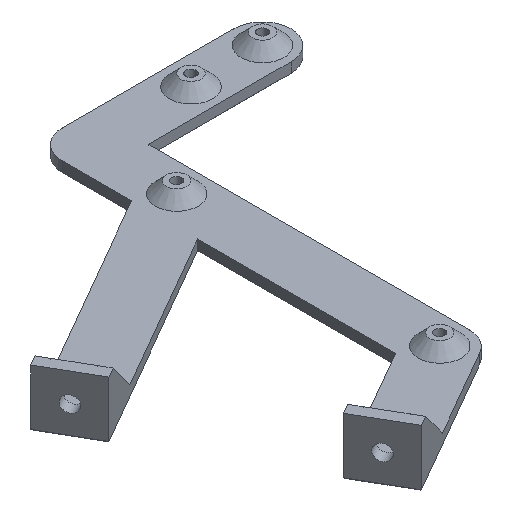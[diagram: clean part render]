
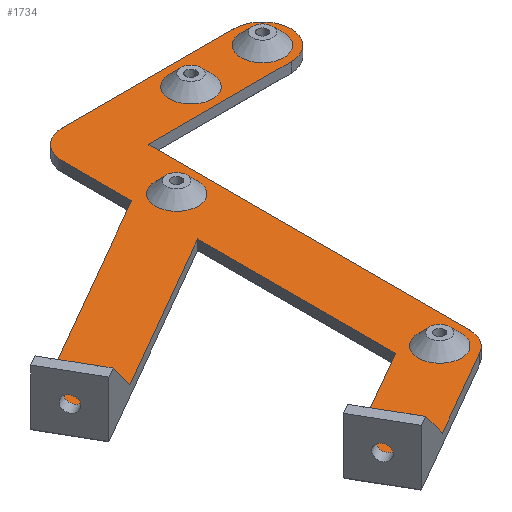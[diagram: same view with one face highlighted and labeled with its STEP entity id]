
A CAD part, isometric view. The second image highlights one B-rep face of the part: STEP entity #1734.
In plain terms, the highlighted planar face has unit normal (0, 0, 1).
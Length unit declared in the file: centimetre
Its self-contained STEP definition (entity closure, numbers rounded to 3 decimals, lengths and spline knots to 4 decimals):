
#56=CIRCLE('',#1823,1.);
#57=CIRCLE('',#1827,1.);
#58=CIRCLE('',#1830,1.);
#66=CIRCLE('',#1862,0.75);
#67=CIRCLE('',#1864,0.75);
#68=CIRCLE('',#1865,0.75);
#69=CIRCLE('',#1866,0.75);
#171=VERTEX_POINT('',#2588);
#172=VERTEX_POINT('',#2590);
#173=VERTEX_POINT('',#2594);
#174=VERTEX_POINT('',#2598);
#175=VERTEX_POINT('',#2602);
#176=VERTEX_POINT('',#2606);
#177=VERTEX_POINT('',#2610);
#178=VERTEX_POINT('',#2614);
#194=VERTEX_POINT('',#2682);
#195=VERTEX_POINT('',#2685);
#196=VERTEX_POINT('',#2687);
#197=VERTEX_POINT('',#2689);
#198=VERTEX_POINT('',#2691);
#199=VERTEX_POINT('',#2692);
#200=VERTEX_POINT('',#2694);
#201=VERTEX_POINT('',#2696);
#202=VERTEX_POINT('',#2698);
#203=VERTEX_POINT('',#2700);
#204=VERTEX_POINT('',#2702);
#205=VERTEX_POINT('',#2704);
#206=VERTEX_POINT('',#2706);
#207=VERTEX_POINT('',#2708);
#208=VERTEX_POINT('',#2711);
#209=VERTEX_POINT('',#2713);
#210=VERTEX_POINT('',#2715);
#211=VERTEX_POINT('',#2717);
#372=VECTOR('',#2116,1.);
#374=VECTOR('',#2119,1.);
#377=VECTOR('',#2127,1.);
#380=VECTOR('',#2135,1.);
#401=VECTOR('',#2205,1.);
#402=VECTOR('',#2206,1.);
#403=VECTOR('',#2207,1.);
#404=VECTOR('',#2208,1.);
#405=VECTOR('',#2209,1.);
#406=VECTOR('',#2210,1.);
#407=VECTOR('',#2211,1.);
#408=VECTOR('',#2212,1.);
#409=VECTOR('',#2213,1.);
#410=VECTOR('',#2214,1.);
#411=VECTOR('',#2215,1.);
#412=VECTOR('',#2216,1.);
#413=VECTOR('',#2217,1.);
#414=VECTOR('',#2218,1.);
#415=VECTOR('',#2219,1.);
#581=LINE('',#2595,#372);
#583=LINE('',#2599,#374);
#586=LINE('',#2607,#377);
#589=LINE('',#2615,#380);
#610=LINE('',#2690,#401);
#611=LINE('',#2693,#402);
#612=LINE('',#2695,#403);
#613=LINE('',#2697,#404);
#614=LINE('',#2699,#405);
#615=LINE('',#2701,#406);
#616=LINE('',#2703,#407);
#617=LINE('',#2705,#408);
#618=LINE('',#2707,#409);
#619=LINE('',#2709,#410);
#620=LINE('',#2710,#411);
#621=LINE('',#2712,#412);
#622=LINE('',#2714,#413);
#623=LINE('',#2716,#414);
#624=LINE('',#2718,#415);
#794=EDGE_CURVE('',#171,#172,#56,.T.);
#797=EDGE_CURVE('',#173,#171,#581,.T.);
#799=EDGE_CURVE('',#174,#173,#583,.T.);
#801=EDGE_CURVE('',#175,#174,#57,.T.);
#803=EDGE_CURVE('',#176,#175,#586,.T.);
#805=EDGE_CURVE('',#177,#176,#58,.T.);
#807=EDGE_CURVE('',#178,#177,#589,.T.);
#835=EDGE_CURVE('',#194,#194,#66,.T.);
#836=EDGE_CURVE('',#195,#195,#67,.T.);
#837=EDGE_CURVE('',#196,#196,#68,.T.);
#838=EDGE_CURVE('',#197,#197,#69,.T.);
#839=EDGE_CURVE('',#198,#199,#610,.T.);
#840=EDGE_CURVE('',#200,#199,#611,.T.);
#841=EDGE_CURVE('',#201,#200,#612,.T.);
#842=EDGE_CURVE('',#202,#201,#613,.T.);
#843=EDGE_CURVE('',#202,#203,#614,.T.);
#844=EDGE_CURVE('',#203,#204,#615,.T.);
#845=EDGE_CURVE('',#204,#205,#616,.T.);
#846=EDGE_CURVE('',#205,#206,#617,.T.);
#847=EDGE_CURVE('',#206,#207,#618,.T.);
#848=EDGE_CURVE('',#172,#207,#619,.T.);
#849=EDGE_CURVE('',#208,#178,#620,.T.);
#850=EDGE_CURVE('',#208,#209,#621,.T.);
#851=EDGE_CURVE('',#209,#210,#622,.T.);
#852=EDGE_CURVE('',#210,#211,#623,.T.);
#853=EDGE_CURVE('',#211,#198,#624,.T.);
#1241=ORIENTED_EDGE('',*,*,#836,.F.);
#1242=ORIENTED_EDGE('',*,*,#837,.F.);
#1243=ORIENTED_EDGE('',*,*,#838,.F.);
#1244=ORIENTED_EDGE('',*,*,#839,.T.);
#1245=ORIENTED_EDGE('',*,*,#840,.F.);
#1246=ORIENTED_EDGE('',*,*,#841,.F.);
#1247=ORIENTED_EDGE('',*,*,#842,.F.);
#1248=ORIENTED_EDGE('',*,*,#843,.T.);
#1249=ORIENTED_EDGE('',*,*,#844,.T.);
#1250=ORIENTED_EDGE('',*,*,#845,.T.);
#1251=ORIENTED_EDGE('',*,*,#846,.T.);
#1252=ORIENTED_EDGE('',*,*,#847,.T.);
#1253=ORIENTED_EDGE('',*,*,#848,.F.);
#1254=ORIENTED_EDGE('',*,*,#794,.F.);
#1255=ORIENTED_EDGE('',*,*,#797,.F.);
#1256=ORIENTED_EDGE('',*,*,#799,.F.);
#1257=ORIENTED_EDGE('',*,*,#801,.F.);
#1258=ORIENTED_EDGE('',*,*,#803,.F.);
#1259=ORIENTED_EDGE('',*,*,#805,.F.);
#1260=ORIENTED_EDGE('',*,*,#807,.F.);
#1261=ORIENTED_EDGE('',*,*,#849,.F.);
#1262=ORIENTED_EDGE('',*,*,#850,.T.);
#1263=ORIENTED_EDGE('',*,*,#851,.T.);
#1264=ORIENTED_EDGE('',*,*,#852,.T.);
#1265=ORIENTED_EDGE('',*,*,#853,.T.);
#1266=ORIENTED_EDGE('',*,*,#835,.F.);
#1465=EDGE_LOOP('',(#1241));
#1466=EDGE_LOOP('',(#1242));
#1467=EDGE_LOOP('',(#1243));
#1468=EDGE_LOOP('',(#1244,#1245,#1246,#1247,#1248,#1249,#1250,#1251,#1252,
#1253,#1254,#1255,#1256,#1257,#1258,#1259,#1260,#1261,#1262,#1263,#1264,
#1265));
#1469=EDGE_LOOP('',(#1266));
#1603=FACE_BOUND('',#1465,.T.);
#1604=FACE_BOUND('',#1466,.T.);
#1605=FACE_BOUND('',#1467,.T.);
#1606=FACE_BOUND('',#1468,.T.);
#1607=FACE_BOUND('',#1469,.T.);
#1734=ADVANCED_FACE('',(#1603,#1604,#1605,#1606,#1607),#2877,.T.);
#1823=AXIS2_PLACEMENT_3D('',#2589,#2111,#2112);
#1827=AXIS2_PLACEMENT_3D('',#2603,#2123,#2124);
#1830=AXIS2_PLACEMENT_3D('',#2611,#2131,#2132);
#1862=AXIS2_PLACEMENT_3D('',#2681,#2196,#2197);
#1863=AXIS2_PLACEMENT_3D('',#2683,#2198,$);
#1864=AXIS2_PLACEMENT_3D('',#2684,#2199,#2200);
#1865=AXIS2_PLACEMENT_3D('',#2686,#2201,#2202);
#1866=AXIS2_PLACEMENT_3D('',#2688,#2203,#2204);
#2111=DIRECTION('',(0.,0.,-1.));
#2112=DIRECTION('',(0.866,-0.5,0.));
#2116=DIRECTION('',(0.,-1.,0.));
#2119=DIRECTION('',(-1.,0.,0.));
#2123=DIRECTION('',(0.,0.,-1.));
#2124=DIRECTION('',(1.,0.,0.));
#2127=DIRECTION('',(1.,0.,0.));
#2131=DIRECTION('',(0.,0.,-1.));
#2132=DIRECTION('',(1.,0.,0.));
#2135=DIRECTION('',(0.,1.,0.));
#2196=DIRECTION('',(0.,0.,1.));
#2197=DIRECTION('',(-0.75,0.,0.));
#2198=DIRECTION('',(0.,0.,1.));
#2199=DIRECTION('',(0.,0.,1.));
#2200=DIRECTION('',(-0.75,0.,0.));
#2201=DIRECTION('',(0.,0.,1.));
#2202=DIRECTION('',(-0.75,0.,0.));
#2203=DIRECTION('',(0.,0.,1.));
#2204=DIRECTION('',(-0.75,0.,0.));
#2205=DIRECTION('',(0.5,-0.866,0.));
#2206=DIRECTION('',(-0.866,-0.5,0.));
#2207=DIRECTION('',(0.,1.,0.));
#2208=DIRECTION('',(0.866,0.5,0.));
#2209=DIRECTION('',(0.5,-0.866,0.));
#2210=DIRECTION('',(-0.866,-0.5,0.));
#2211=DIRECTION('',(0.5,-0.866,0.));
#2212=DIRECTION('',(0.866,0.5,0.));
#2213=DIRECTION('',(0.5,-0.866,0.));
#2214=DIRECTION('',(-0.866,-0.5,0.));
#2215=DIRECTION('',(0.866,0.5,0.));
#2216=DIRECTION('',(0.5,-0.866,0.));
#2217=DIRECTION('',(-0.866,-0.5,0.));
#2218=DIRECTION('',(0.5,-0.866,0.));
#2219=DIRECTION('',(0.866,0.5,0.));
#2588=CARTESIAN_POINT('',(-0.6062,13.9368,0.4));
#2589=CARTESIAN_POINT('',(-1.6062,13.9368,0.4));
#2590=CARTESIAN_POINT('',(-1.1062,13.0708,0.4));
#2594=CARTESIAN_POINT('',(-0.6062,25.1744,0.4));
#2595=CARTESIAN_POINT('',(-0.6062,24.9065,0.4));
#2598=CARTESIAN_POINT('',(4.3938,25.1744,0.4));
#2599=CARTESIAN_POINT('',(-0.6062,25.1744,0.4));
#2602=CARTESIAN_POINT('',(4.3938,27.1744,0.4));
#2603=CARTESIAN_POINT('',(4.3938,26.1744,0.4));
#2606=CARTESIAN_POINT('',(-1.6062,27.1744,0.4));
#2607=CARTESIAN_POINT('',(4.3938,27.1744,0.4));
#2610=CARTESIAN_POINT('',(-2.6062,26.1744,0.4));
#2611=CARTESIAN_POINT('',(-1.6062,26.1744,0.4));
#2614=CARTESIAN_POINT('',(-2.6062,23.7518,0.4));
#2615=CARTESIAN_POINT('',(-2.6062,26.1744,0.4));
#2681=CARTESIAN_POINT('',(1.8938,26.1744,0.4));
#2682=CARTESIAN_POINT('',(2.6438,26.1744,0.4));
#2683=CARTESIAN_POINT('',(-4.1597,17.9205,0.4));
#2684=CARTESIAN_POINT('',(4.3938,26.1744,0.4));
#2685=CARTESIAN_POINT('',(5.1438,26.1744,0.4));
#2686=CARTESIAN_POINT('',(-1.6062,23.1744,0.4));
#2687=CARTESIAN_POINT('',(-0.8562,23.1744,0.4));
#2688=CARTESIAN_POINT('',(-1.6062,13.9744,0.4));
#2689=CARTESIAN_POINT('',(-0.8562,13.9744,0.4));
#2690=CARTESIAN_POINT('',(-7.636,17.226,0.4));
#2691=CARTESIAN_POINT('',(-8.4043,18.5567,0.4));
#2692=CARTESIAN_POINT('',(-8.2043,18.2103,0.4));
#2693=CARTESIAN_POINT('',(-2.6062,21.4424,0.4));
#2694=CARTESIAN_POINT('',(-2.6062,21.4424,0.4));
#2695=CARTESIAN_POINT('',(-2.6062,14.5142,0.4));
#2696=CARTESIAN_POINT('',(-2.6062,14.5142,0.4));
#2697=CARTESIAN_POINT('',(-6.9364,12.0142,0.4));
#2698=CARTESIAN_POINT('',(-5.2043,13.0142,0.4));
#2699=CARTESIAN_POINT('',(-6.136,14.6279,0.4));
#2700=CARTESIAN_POINT('',(-5.0043,12.6677,0.4));
#2701=CARTESIAN_POINT('',(-4.0733,13.2053,0.4));
#2702=CARTESIAN_POINT('',(-6.39,11.8677,0.4));
#2703=CARTESIAN_POINT('',(-7.2716,13.3949,0.4));
#2704=CARTESIAN_POINT('',(-5.79,10.8285,0.4));
#2705=CARTESIAN_POINT('',(-3.4733,12.166,0.4));
#2706=CARTESIAN_POINT('',(-4.4043,11.6285,0.4));
#2707=CARTESIAN_POINT('',(-5.636,13.7619,0.4));
#2708=CARTESIAN_POINT('',(-4.2043,11.2821,0.4));
#2709=CARTESIAN_POINT('',(-0.6062,13.3595,0.4));
#2710=CARTESIAN_POINT('',(-10.9364,18.9424,0.4));
#2711=CARTESIAN_POINT('',(-9.2043,19.9424,0.4));
#2712=CARTESIAN_POINT('',(-8.136,18.092,0.4));
#2713=CARTESIAN_POINT('',(-9.0043,19.5959,0.4));
#2714=CARTESIAN_POINT('',(-8.0733,20.1335,0.4));
#2715=CARTESIAN_POINT('',(-10.39,18.7959,0.4));
#2716=CARTESIAN_POINT('',(-9.2716,16.859,0.4));
#2717=CARTESIAN_POINT('',(-9.79,17.7567,0.4));
#2718=CARTESIAN_POINT('',(-7.4733,19.0942,0.4));
#2877=PLANE('',#1863);
